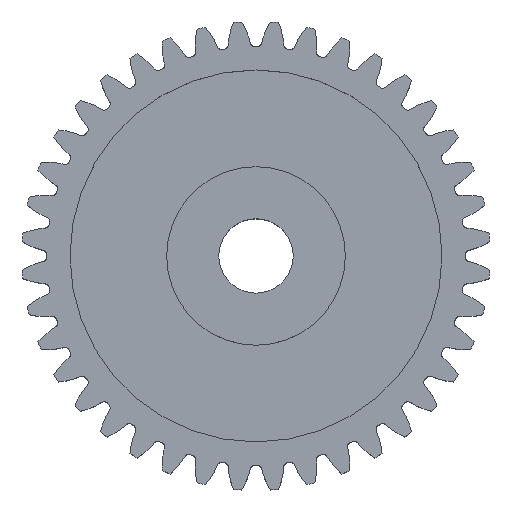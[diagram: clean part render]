
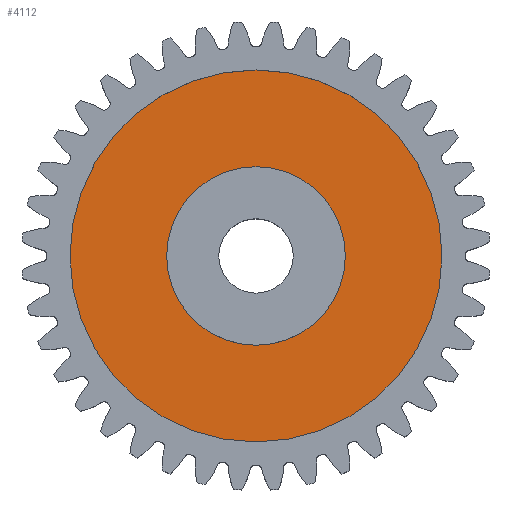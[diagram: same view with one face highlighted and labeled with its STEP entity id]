
A CAD part, top view. The second image highlights one B-rep face of the part: STEP entity #4112.
In plain terms, the highlighted planar face has unit normal (0, 0, 1).
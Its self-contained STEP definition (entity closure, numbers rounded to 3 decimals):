
#1782 = DIRECTION ( 'NONE',  ( -1., 0., 0. ) ) ;
#1783 = DIRECTION ( 'NONE',  ( 0., 0., -1. ) ) ;
#1790 = DIRECTION ( 'NONE',  ( -1., 0., 0. ) ) ;
#1791 = DIRECTION ( 'NONE',  ( 0., 0., -1. ) ) ;
#1792 = AXIS2_PLACEMENT_3D ( 'NONE', #1965, #1791, #1790 ) ;
#1921 = CARTESIAN_POINT ( 'NONE',  ( 0., 0., 8.5 ) ) ;
#1944 = CIRCLE ( 'NONE', #1792, 12. ) ;
#1945 = AXIS2_PLACEMENT_3D ( 'NONE', #1921, #1783, #1782 ) ;
#1946 = FACE_OUTER_BOUND ( 'NONE', #4116, .T. ) ;
#1947 = FACE_BOUND ( 'NONE', #4107, .T. ) ;
#1949 = DIRECTION ( 'NONE',  ( -1., 0., 0. ) ) ;
#1950 = DIRECTION ( 'NONE',  ( 0., 0., -1. ) ) ;
#1951 = CARTESIAN_POINT ( 'NONE',  ( 0., 0., 8.5 ) ) ;
#1952 = AXIS2_PLACEMENT_3D ( 'NONE', #1951, #1950, #1949 ) ;
#1953 = CIRCLE ( 'NONE', #1952, 25. ) ;
#1954 = PLANE ( 'NONE',  #1945 ) ;
#1965 = CARTESIAN_POINT ( 'NONE',  ( 0., 0., 8.5 ) ) ;
#1987 = CARTESIAN_POINT ( 'NONE',  ( -12., 0., 8.5 ) ) ;
#2002 = DIRECTION ( 'NONE',  ( -1., 0., 0. ) ) ;
#2003 = DIRECTION ( 'NONE',  ( 0., 0., -1. ) ) ;
#2004 = CARTESIAN_POINT ( 'NONE',  ( 0., 0., 8.5 ) ) ;
#2005 = AXIS2_PLACEMENT_3D ( 'NONE', #2004, #2003, #2002 ) ;
#2008 = CIRCLE ( 'NONE', #2005, 12. ) ;
#2115 = CARTESIAN_POINT ( 'NONE',  ( 12., 0., 8.5 ) ) ;
#2222 = CARTESIAN_POINT ( 'NONE',  ( -25., 0., 8.5 ) ) ;
#2253 = DIRECTION ( 'NONE',  ( -1., 0., 0. ) ) ;
#2254 = DIRECTION ( 'NONE',  ( 0., 0., -1. ) ) ;
#2260 = AXIS2_PLACEMENT_3D ( 'NONE', #2262, #2254, #2253 ) ;
#2262 = CARTESIAN_POINT ( 'NONE',  ( 0., 0., 8.5 ) ) ;
#2264 = CIRCLE ( 'NONE', #2260, 25. ) ;
#2269 = CARTESIAN_POINT ( 'NONE',  ( 25., 0., 8.5 ) ) ;
#4104 = EDGE_CURVE ( 'NONE', #4477, #4480, #1953, .T. ) ;
#4107 = EDGE_LOOP ( 'NONE', ( #4113, #4110 ) ) ;
#4110 = ORIENTED_EDGE ( 'NONE', *, *, #4111, .T. ) ;
#4111 = EDGE_CURVE ( 'NONE', #4388, #4389, #1944, .T. ) ;
#4112 = ADVANCED_FACE ( 'NONE', ( #1947, #1946 ), #1954, .F. ) ;
#4113 = ORIENTED_EDGE ( 'NONE', *, *, #4379, .T. ) ;
#4115 = ORIENTED_EDGE ( 'NONE', *, *, #4104, .F. ) ;
#4116 = EDGE_LOOP ( 'NONE', ( #4115, #4163 ) ) ;
#4163 = ORIENTED_EDGE ( 'NONE', *, *, #4486, .F. ) ;
#4379 = EDGE_CURVE ( 'NONE', #4389, #4388, #2008, .T. ) ;
#4388 = VERTEX_POINT ( 'NONE', #2115 ) ;
#4389 = VERTEX_POINT ( 'NONE', #1987 ) ;
#4477 = VERTEX_POINT ( 'NONE', #2222 ) ;
#4480 = VERTEX_POINT ( 'NONE', #2269 ) ;
#4486 = EDGE_CURVE ( 'NONE', #4480, #4477, #2264, .T. ) ;
